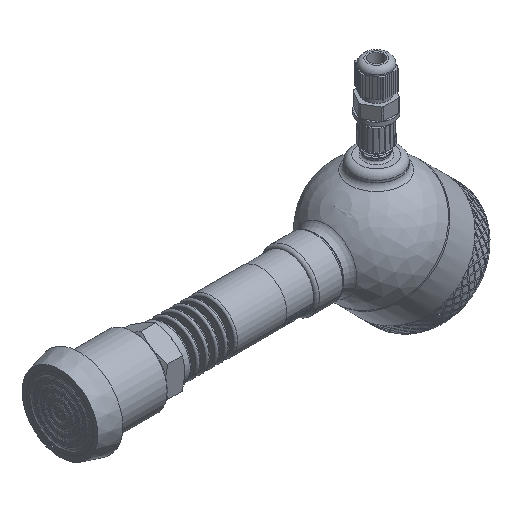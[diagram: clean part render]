
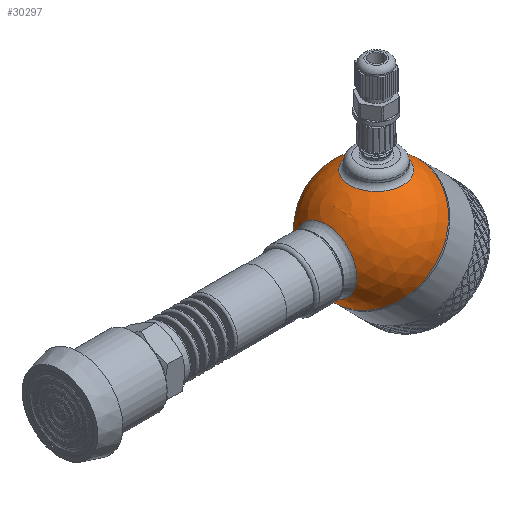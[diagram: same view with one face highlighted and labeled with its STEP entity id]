
A CAD part, isometric view. The second image highlights one B-rep face of the part: STEP entity #30297.
In plain terms, the highlighted spherical face has radius 30 mm.
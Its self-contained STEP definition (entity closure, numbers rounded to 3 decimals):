
#69=SPHERICAL_SURFACE('',#31740,30.);
#1346=FACE_BOUND('',#5510,.T.);
#1347=FACE_BOUND('',#5511,.T.);
#3436=FACE_OUTER_BOUND('',#5509,.T.);
#5509=EDGE_LOOP('',(#27002,#27003,#27004,#27005));
#5510=EDGE_LOOP('',(#27006));
#5511=EDGE_LOOP('',(#27007));
#6261=CIRCLE('',#31737,15.643);
#6264=CIRCLE('',#31741,30.);
#6265=CIRCLE('',#31742,30.);
#6266=CIRCLE('',#31743,30.);
#6267=CIRCLE('',#31744,13.5);
#14106=VERTEX_POINT('',#75661);
#14108=VERTEX_POINT('',#75667);
#14109=VERTEX_POINT('',#75668);
#14110=VERTEX_POINT('',#75670);
#14111=VERTEX_POINT('',#75673);
#18478=EDGE_CURVE('',#14106,#14106,#6261,.T.);
#18481=EDGE_CURVE('',#14108,#14109,#6264,.T.);
#18482=EDGE_CURVE('',#14108,#14110,#6265,.T.);
#18483=EDGE_CURVE('',#14109,#14108,#6266,.T.);
#18484=EDGE_CURVE('',#14111,#14111,#6267,.T.);
#27002=ORIENTED_EDGE('',*,*,#18481,.F.);
#27003=ORIENTED_EDGE('',*,*,#18482,.T.);
#27004=ORIENTED_EDGE('',*,*,#18482,.F.);
#27005=ORIENTED_EDGE('',*,*,#18483,.F.);
#27006=ORIENTED_EDGE('',*,*,#18478,.F.);
#27007=ORIENTED_EDGE('',*,*,#18484,.F.);
#30297=ADVANCED_FACE('',(#3436,#1346,#1347),#69,.T.);
#31737=AXIS2_PLACEMENT_3D('',#75662,#35158,#35159);
#31740=AXIS2_PLACEMENT_3D('',#75666,#35164,#35165);
#31741=AXIS2_PLACEMENT_3D('',#75669,#35166,#35167);
#31742=AXIS2_PLACEMENT_3D('',#75671,#35168,#35169);
#31743=AXIS2_PLACEMENT_3D('',#75672,#35170,#35171);
#31744=AXIS2_PLACEMENT_3D('',#75674,#35172,#35173);
#35158=DIRECTION('center_axis',(-0.707,0.,0.707));
#35159=DIRECTION('ref_axis',(0.707,0.,0.707));
#35164=DIRECTION('center_axis',(1.,0.,0.));
#35165=DIRECTION('ref_axis',(0.,-1.,0.));
#35166=DIRECTION('center_axis',(1.,0.,0.));
#35167=DIRECTION('ref_axis',(0.,1.,0.));
#35168=DIRECTION('center_axis',(0.,0.,1.));
#35169=DIRECTION('ref_axis',(0.,1.,0.));
#35170=DIRECTION('center_axis',(1.,0.,0.));
#35171=DIRECTION('ref_axis',(0.,1.,0.));
#35172=DIRECTION('center_axis',(-0.707,0.,-0.707));
#35173=DIRECTION('ref_axis',(-0.707,0.,0.707));
#75661=CARTESIAN_POINT('',(-29.162,0.,7.04));
#75662=CARTESIAN_POINT('Origin',(-18.101,0.,18.101));
#75666=CARTESIAN_POINT('Origin',(0.,0.,0.));
#75667=CARTESIAN_POINT('',(0.,30.,0.));
#75668=CARTESIAN_POINT('',(0.,-30.,0.));
#75669=CARTESIAN_POINT('Origin',(0.,0.,0.));
#75670=CARTESIAN_POINT('',(-30.,0.,0.));
#75671=CARTESIAN_POINT('Origin',(0.,0.,0.));
#75672=CARTESIAN_POINT('Origin',(0.,0.,0.));
#75673=CARTESIAN_POINT('',(-9.398,0.,-28.49));
#75674=CARTESIAN_POINT('Origin',(-18.944,0.,-18.944));
